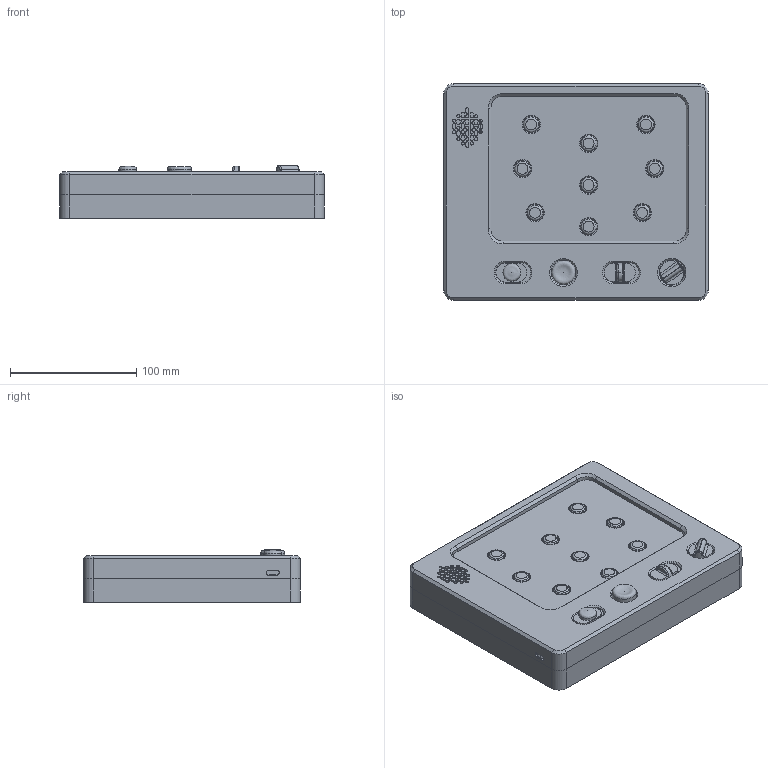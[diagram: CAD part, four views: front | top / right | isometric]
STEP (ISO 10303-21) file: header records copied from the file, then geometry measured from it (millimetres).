
FILE_DESCRIPTION(/* description */ (''),/* implementation_level */ '2;1');
FILE_NAME(/* name */ 'Learning Unit (FDM 3D printing optimization) v38.step',/* time_stamp */ '2023-09-01T16:38:34-07:00',/* author */ (''),/* organization */ (''),/* preprocessor_version */ 'ST-DEVELOPER v20',/* originating_system */ 'Autodesk Translation Framework v12.9.0.99',/* authorisation */ '');
FILE_SCHEMA (('AUTOMOTIVE_DESIGN { 1 0 10303 214 3 1 1 }'));
Length unit declared in the file: millimetre
Products named in the file (13): Learning Unit (FDM 3D printing optimization); Main Unit; Back; Front; Front Buttons; On Off; Volume; Language; Phrases; Rim; Play Buttons; Play Button 1; Batteries Cover
Assembly tree (20 placements, depth 4):
  Learning Unit (FDM 3D printing optimization)
    Main Unit
      Back
      Front
      Front Buttons
        On Off
        Volume
        Language
        Phrases
      Rim
      Play Buttons
        Play Button 1  x9
      Batteries Cover
Bounding box: 210 x 172 x 42 mm (x, y, z)
Volume: 318830.6 mm3; surface area: 310707.7 mm2
Topology: 23 solids, 23 shells, 1278 faces, 3124 edges, 2000 vertices
Faces by surface type: plane 659, cylinder 423, cone 68, bspline 66, torus 58, sphere 4
Full cylindrical faces by diameter (mm): 2.25 x21, 2.5 x19, 3 x10, 3.5 x8, 4 x1, 5.25 x4, 6 x12, 7 x1, 7.5 x4, 9.5 x4, 13 x9, 13.5 x9, 14 x1, 15 x9, 16.75 x9, 17.25 x9, 19 x2, 20 x1, 20.25 x6, 20.5 x1
Entity records: 39149 total; most frequent: CARTESIAN_POINT 9598, DIRECTION 6101, ORIENTED_EDGE 5984, EDGE_CURVE 2992, AXIS2_PLACEMENT_3D 2139, VERTEX_POINT 1920, LINE 1823, VECTOR 1823
